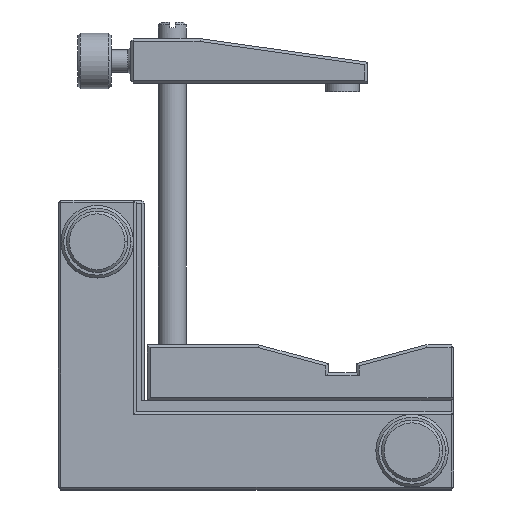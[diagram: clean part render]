
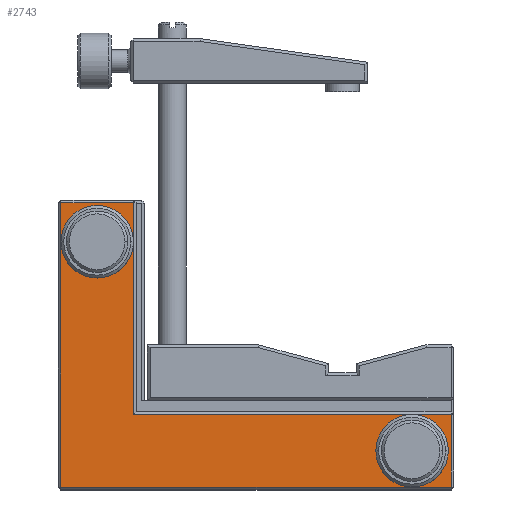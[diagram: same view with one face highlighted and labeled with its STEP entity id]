
A CAD part, top view. The second image highlights one B-rep face of the part: STEP entity #2743.
In plain terms, the highlighted planar face has unit normal (0, 0, 1).
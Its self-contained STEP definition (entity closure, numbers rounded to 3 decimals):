
#8 = DIRECTION ( 'NONE',  ( 1., 0., 0. ) ) ;
#69 = DIRECTION ( 'NONE',  ( 1., 0., 0. ) ) ;
#167 = ORIENTED_EDGE ( 'NONE', *, *, #1394, .T. ) ;
#177 = LINE ( 'NONE', #4390, #1661 ) ;
#181 = CARTESIAN_POINT ( 'NONE',  ( -35.774, 28.5, 13.714 ) ) ;
#194 = CARTESIAN_POINT ( 'NONE',  ( 27.726, -15.5, 13.714 ) ) ;
#204 = DIRECTION ( 'NONE',  ( 0., 0., -1. ) ) ;
#235 = LINE ( 'NONE', #1727, #6625 ) ;
#246 = ORIENTED_EDGE ( 'NONE', *, *, #2459, .T. ) ;
#414 = CARTESIAN_POINT ( 'NONE',  ( -32.274, 28.5, 13.714 ) ) ;
#440 = DIRECTION ( 'NONE',  ( 0., -1., 0. ) ) ;
#493 = VERTEX_POINT ( 'NONE', #841 ) ;
#570 = AXIS2_PLACEMENT_3D ( 'NONE', #6880, #6513, #69 ) ;
#614 = CARTESIAN_POINT ( 'NONE',  ( -42.274, -15.5, 13.714 ) ) ;
#684 = CARTESIAN_POINT ( 'NONE',  ( -29.274, 36., 13.714 ) ) ;
#841 = CARTESIAN_POINT ( 'NONE',  ( 24.226, -9., 13.714 ) ) ;
#872 = CARTESIAN_POINT ( 'NONE',  ( 17.226, -9., 13.714 ) ) ;
#930 = CARTESIAN_POINT ( 'NONE',  ( -39.274, 28.5, 13.714 ) ) ;
#959 = EDGE_CURVE ( 'NONE', #6170, #1908, #2322, .T. ) ;
#960 = VERTEX_POINT ( 'NONE', #194 ) ;
#1139 = CARTESIAN_POINT ( 'NONE',  ( 27.726, -2., 13.714 ) ) ;
#1160 = DIRECTION ( 'NONE',  ( -1., 0., 0. ) ) ;
#1213 = CARTESIAN_POINT ( 'NONE',  ( 20.726, -9., 13.714 ) ) ;
#1230 = DIRECTION ( 'NONE',  ( 1., 0., 0. ) ) ;
#1236 = EDGE_CURVE ( 'NONE', #3525, #4543, #3549, .T. ) ;
#1291 = DIRECTION ( 'NONE',  ( 0., 0., -1. ) ) ;
#1394 = EDGE_CURVE ( 'NONE', #493, #7036, #5166, .T. ) ;
#1481 = ORIENTED_EDGE ( 'NONE', *, *, #6200, .T. ) ;
#1498 = CARTESIAN_POINT ( 'NONE',  ( -35.774, 28.5, 13.714 ) ) ;
#1591 = EDGE_CURVE ( 'NONE', #7036, #493, #5079, .T. ) ;
#1627 = VERTEX_POINT ( 'NONE', #614 ) ;
#1661 = VECTOR ( 'NONE', #440, 1000. ) ;
#1727 = CARTESIAN_POINT ( 'NONE',  ( -28.774, -2.5, 13.714 ) ) ;
#1730 = ORIENTED_EDGE ( 'NONE', *, *, #5792, .T. ) ;
#1734 = AXIS2_PLACEMENT_3D ( 'NONE', #2811, #3362, #8 ) ;
#1908 = VERTEX_POINT ( 'NONE', #3435 ) ;
#2068 = DIRECTION ( 'NONE',  ( 1., 0., 0. ) ) ;
#2154 = VECTOR ( 'NONE', #7049, 1000. ) ;
#2179 = ORIENTED_EDGE ( 'NONE', *, *, #1591, .T. ) ;
#2291 = VERTEX_POINT ( 'NONE', #6132 ) ;
#2322 = LINE ( 'NONE', #7092, #2154 ) ;
#2359 = AXIS2_PLACEMENT_3D ( 'NONE', #181, #204, #4051 ) ;
#2459 = EDGE_CURVE ( 'NONE', #960, #4278, #5772, .T. ) ;
#2485 = CIRCLE ( 'NONE', #5646, 3.5 ) ;
#2703 = VECTOR ( 'NONE', #4631, 1000. ) ;
#2740 = VECTOR ( 'NONE', #3369, 1000. ) ;
#2743 = ADVANCED_FACE ( 'NONE', ( #3125, #4459, #2949 ), #4509, .T. ) ;
#2800 = ORIENTED_EDGE ( 'NONE', *, *, #959, .T. ) ;
#2811 = CARTESIAN_POINT ( 'NONE',  ( 0., 0., 13.714 ) ) ;
#2949 = FACE_OUTER_BOUND ( 'NONE', #3440, .T. ) ;
#3125 = FACE_BOUND ( 'NONE', #6955, .T. ) ;
#3362 = DIRECTION ( 'NONE',  ( 0., 0., 1. ) ) ;
#3369 = DIRECTION ( 'NONE',  ( 0., 1., 0. ) ) ;
#3435 = CARTESIAN_POINT ( 'NONE',  ( -42.274, 35.5, 13.714 ) ) ;
#3440 = EDGE_LOOP ( 'NONE', ( #1481, #2800, #4130, #1730, #246, #5735 ) ) ;
#3476 = CARTESIAN_POINT ( 'NONE',  ( 27.726, -2.5, 13.714 ) ) ;
#3525 = VERTEX_POINT ( 'NONE', #930 ) ;
#3549 = CIRCLE ( 'NONE', #2359, 3.5 ) ;
#3558 = EDGE_CURVE ( 'NONE', #4543, #3525, #2485, .T. ) ;
#3678 = ORIENTED_EDGE ( 'NONE', *, *, #3558, .T. ) ;
#4051 = DIRECTION ( 'NONE',  ( 1., 0., 0. ) ) ;
#4130 = ORIENTED_EDGE ( 'NONE', *, *, #5365, .T. ) ;
#4205 = LINE ( 'NONE', #684, #2703 ) ;
#4278 = VERTEX_POINT ( 'NONE', #3476 ) ;
#4390 = CARTESIAN_POINT ( 'NONE',  ( -42.274, -16., 13.714 ) ) ;
#4459 = FACE_BOUND ( 'NONE', #5107, .T. ) ;
#4509 = PLANE ( 'NONE',  #1734 ) ;
#4543 = VERTEX_POINT ( 'NONE', #414 ) ;
#4631 = DIRECTION ( 'NONE',  ( 0., 1., 0. ) ) ;
#4815 = DIRECTION ( 'NONE',  ( 1., 0., 0. ) ) ;
#5079 = CIRCLE ( 'NONE', #570, 3.5 ) ;
#5107 = EDGE_LOOP ( 'NONE', ( #2179, #167 ) ) ;
#5166 = CIRCLE ( 'NONE', #5405, 3.5 ) ;
#5365 = EDGE_CURVE ( 'NONE', #1908, #1627, #177, .T. ) ;
#5394 = CARTESIAN_POINT ( 'NONE',  ( 28.226, -15.5, 13.714 ) ) ;
#5405 = AXIS2_PLACEMENT_3D ( 'NONE', #1213, #1291, #1230 ) ;
#5487 = DIRECTION ( 'NONE',  ( 0., 0., -1. ) ) ;
#5646 = AXIS2_PLACEMENT_3D ( 'NONE', #1498, #5487, #2068 ) ;
#5733 = CARTESIAN_POINT ( 'NONE',  ( -29.274, 35.5, 13.714 ) ) ;
#5734 = VECTOR ( 'NONE', #4815, 1000. ) ;
#5735 = ORIENTED_EDGE ( 'NONE', *, *, #6129, .T. ) ;
#5772 = LINE ( 'NONE', #1139, #2740 ) ;
#5792 = EDGE_CURVE ( 'NONE', #1627, #960, #5909, .T. ) ;
#5909 = LINE ( 'NONE', #5394, #5734 ) ;
#6129 = EDGE_CURVE ( 'NONE', #4278, #2291, #235, .T. ) ;
#6132 = CARTESIAN_POINT ( 'NONE',  ( -29.274, -2.5, 13.714 ) ) ;
#6170 = VERTEX_POINT ( 'NONE', #5733 ) ;
#6200 = EDGE_CURVE ( 'NONE', #2291, #6170, #4205, .T. ) ;
#6513 = DIRECTION ( 'NONE',  ( 0., 0., -1. ) ) ;
#6625 = VECTOR ( 'NONE', #1160, 1000. ) ;
#6717 = ORIENTED_EDGE ( 'NONE', *, *, #1236, .T. ) ;
#6880 = CARTESIAN_POINT ( 'NONE',  ( 20.726, -9., 13.714 ) ) ;
#6955 = EDGE_LOOP ( 'NONE', ( #6717, #3678 ) ) ;
#7036 = VERTEX_POINT ( 'NONE', #872 ) ;
#7049 = DIRECTION ( 'NONE',  ( -1., 0., 0. ) ) ;
#7092 = CARTESIAN_POINT ( 'NONE',  ( -42.774, 35.5, 13.714 ) ) ;
